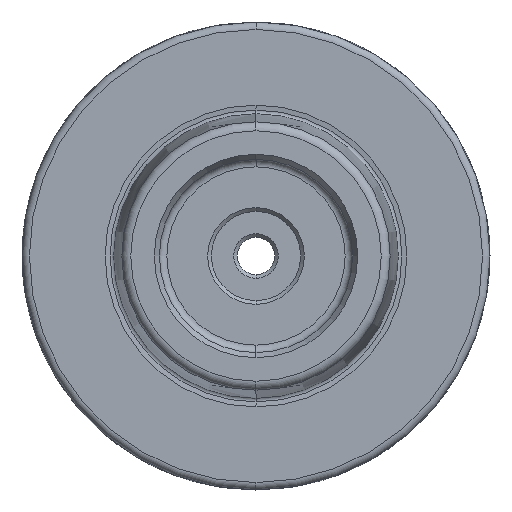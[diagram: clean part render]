
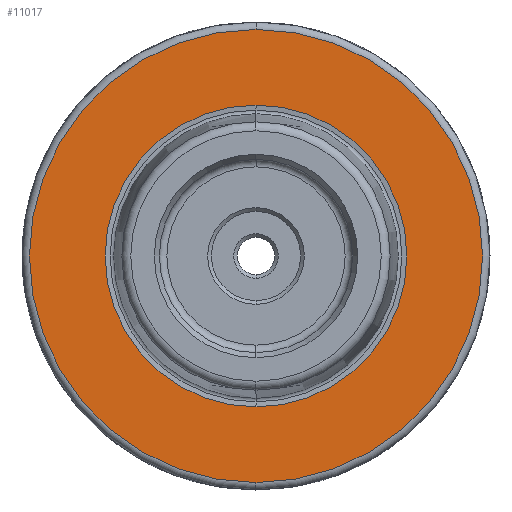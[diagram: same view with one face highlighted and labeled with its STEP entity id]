
A CAD part, left-side view. The second image highlights one B-rep face of the part: STEP entity #11017.
In plain terms, the highlighted planar face has unit normal (-1, 0, 0).
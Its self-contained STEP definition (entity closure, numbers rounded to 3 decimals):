
#627 = EDGE_CURVE ( 'NONE', #10709, #10708, #7036, .T. ) ;
#708 = VERTEX_POINT ( 'NONE', #7701 ) ;
#998 = DIRECTION ( 'NONE',  ( -1., 0., 0. ) ) ;
#1026 = PLANE ( 'NONE',  #5906 ) ;
#1028 = DIRECTION ( 'NONE',  ( 0., 0., 1. ) ) ;
#1039 = CARTESIAN_POINT ( 'NONE',  ( 0., 20.308, 0. ) ) ;
#3491 = EDGE_LOOP ( 'NONE', ( #10553, #10538 ) ) ;
#3535 = EDGE_LOOP ( 'NONE', ( #10520, #10547 ) ) ;
#3619 = EDGE_CURVE ( 'NONE', #10708, #10709, #7159, .T. ) ;
#3680 = EDGE_CURVE ( 'NONE', #708, #11258, #7087, .T. ) ;
#3727 = EDGE_CURVE ( 'NONE', #11258, #708, #6565, .T. ) ;
#3987 = AXIS2_PLACEMENT_3D ( 'NONE', #8407, #8410, #8427 ) ;
#5906 = AXIS2_PLACEMENT_3D ( 'NONE', #1039, #998, #1028 ) ;
#6161 = CARTESIAN_POINT ( 'NONE',  ( 0., 0., 20.308 ) ) ;
#6285 = AXIS2_PLACEMENT_3D ( 'NONE', #7724, #7735, #7736 ) ;
#6328 = AXIS2_PLACEMENT_3D ( 'NONE', #8262, #8240, #8254 ) ;
#6345 = AXIS2_PLACEMENT_3D ( 'NONE', #8027, #7984, #7990 ) ;
#6404 = FACE_OUTER_BOUND ( 'NONE', #3491, .T. ) ;
#6420 = FACE_BOUND ( 'NONE', #3535, .T. ) ;
#6565 = CIRCLE ( 'NONE', #6328, 20.308 ) ;
#7036 = CIRCLE ( 'NONE', #3987, 30.5 ) ;
#7087 = CIRCLE ( 'NONE', #6345, 20.308 ) ;
#7159 = CIRCLE ( 'NONE', #6285, 30.5 ) ;
#7701 = CARTESIAN_POINT ( 'NONE',  ( 0., 0., -20.308 ) ) ;
#7724 = CARTESIAN_POINT ( 'NONE',  ( 0., 0., 0. ) ) ;
#7735 = DIRECTION ( 'NONE',  ( -1., 0., 0. ) ) ;
#7736 = DIRECTION ( 'NONE',  ( 0., 0., 1. ) ) ;
#7984 = DIRECTION ( 'NONE',  ( 1., 0., 0. ) ) ;
#7990 = DIRECTION ( 'NONE',  ( 0., 0., -1. ) ) ;
#8027 = CARTESIAN_POINT ( 'NONE',  ( 0., 0., 0. ) ) ;
#8240 = DIRECTION ( 'NONE',  ( 1., 0., 0. ) ) ;
#8254 = DIRECTION ( 'NONE',  ( 0., 0., -1. ) ) ;
#8262 = CARTESIAN_POINT ( 'NONE',  ( 0., 0., 0. ) ) ;
#8407 = CARTESIAN_POINT ( 'NONE',  ( 0., 0., 0. ) ) ;
#8410 = DIRECTION ( 'NONE',  ( -1., 0., 0. ) ) ;
#8427 = DIRECTION ( 'NONE',  ( 0., 0., 1. ) ) ;
#8669 = CARTESIAN_POINT ( 'NONE',  ( 0., 0., -30.5 ) ) ;
#8725 = CARTESIAN_POINT ( 'NONE',  ( 0., 0., 30.5 ) ) ;
#10520 = ORIENTED_EDGE ( 'NONE', *, *, #3727, .T. ) ;
#10538 = ORIENTED_EDGE ( 'NONE', *, *, #3619, .T. ) ;
#10547 = ORIENTED_EDGE ( 'NONE', *, *, #3680, .T. ) ;
#10553 = ORIENTED_EDGE ( 'NONE', *, *, #627, .T. ) ;
#10708 = VERTEX_POINT ( 'NONE', #8669 ) ;
#10709 = VERTEX_POINT ( 'NONE', #8725 ) ;
#11017 = ADVANCED_FACE ( 'NONE', ( #6404, #6420 ), #1026, .T. ) ;
#11258 = VERTEX_POINT ( 'NONE', #6161 ) ;
